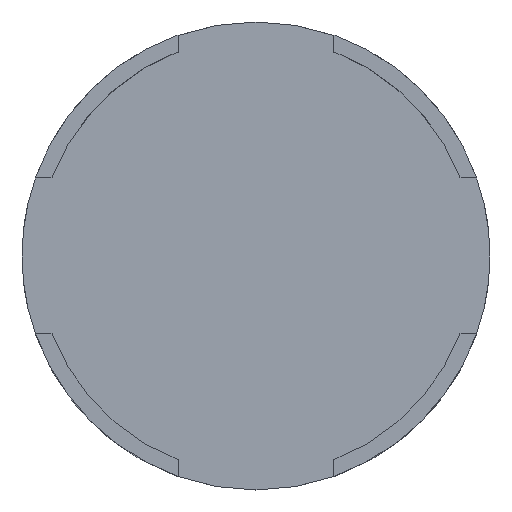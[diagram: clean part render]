
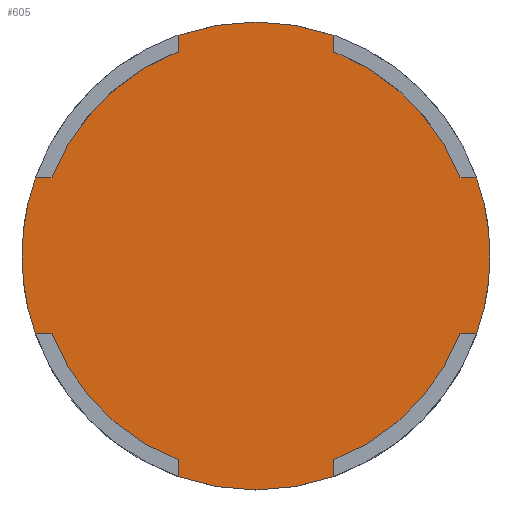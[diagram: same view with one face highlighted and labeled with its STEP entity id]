
A CAD part, top view. The second image highlights one B-rep face of the part: STEP entity #605.
In plain terms, the highlighted planar face has unit normal (0, 0, 1).
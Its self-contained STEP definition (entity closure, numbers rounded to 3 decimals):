
#84=CARTESIAN_POINT('Vertex',(-10.,26.153,2.)) ;
#89=CARTESIAN_POINT('Line Origine',(-10.,27.219,2.)) ;
#93=CARTESIAN_POINT('Vertex',(-10.,28.284,2.)) ;
#124=CARTESIAN_POINT('Vertex',(10.,26.153,2.)) ;
#140=CARTESIAN_POINT('Vertex',(10.,28.284,2.)) ;
#143=CARTESIAN_POINT('Line Origine',(10.,27.219,2.)) ;
#159=CARTESIAN_POINT('Vertex',(-10.,-26.153,2.)) ;
#175=CARTESIAN_POINT('Vertex',(-10.,-28.284,2.)) ;
#178=CARTESIAN_POINT('Line Origine',(-10.,-27.219,2.)) ;
#194=CARTESIAN_POINT('Vertex',(10.,-26.153,2.)) ;
#199=CARTESIAN_POINT('Line Origine',(10.,-27.219,2.)) ;
#203=CARTESIAN_POINT('Vertex',(10.,-28.284,2.)) ;
#343=CARTESIAN_POINT('Vertex',(-30.,0.,2.)) ;
#350=CARTESIAN_POINT('Vertex',(30.,0.,2.)) ;
#353=CARTESIAN_POINT('Axis2P3D Location',(0.,0.,2.)) ;
#357=CARTESIAN_POINT('Vertex',(28.284,-10.,2.)) ;
#365=CARTESIAN_POINT('Axis2P3D Location',(0.,0.,2.)) ;
#374=CARTESIAN_POINT('Vertex',(-28.284,-10.,2.)) ;
#377=CARTESIAN_POINT('Axis2P3D Location',(0.,0.,2.)) ;
#397=CARTESIAN_POINT('Axis2P3D Location',(0.,0.,2.)) ;
#401=CARTESIAN_POINT('Vertex',(-28.284,10.,2.)) ;
#409=CARTESIAN_POINT('Axis2P3D Location',(0.,0.,2.)) ;
#418=CARTESIAN_POINT('Vertex',(28.284,10.,2.)) ;
#421=CARTESIAN_POINT('Axis2P3D Location',(0.,0.,2.)) ;
#450=CARTESIAN_POINT('Vertex',(-26.153,-10.,2.)) ;
#453=CARTESIAN_POINT('Axis2P3D Location',(0.,0.,2.)) ;
#469=CARTESIAN_POINT('Vertex',(26.153,-10.,2.)) ;
#472=CARTESIAN_POINT('Axis2P3D Location',(0.,0.,2.)) ;
#488=CARTESIAN_POINT('Vertex',(-26.153,10.,2.)) ;
#491=CARTESIAN_POINT('Axis2P3D Location',(0.,0.,2.)) ;
#507=CARTESIAN_POINT('Vertex',(26.153,10.,2.)) ;
#510=CARTESIAN_POINT('Axis2P3D Location',(0.,0.,2.)) ;
#527=CARTESIAN_POINT('Line Origine',(-27.219,10.,2.)) ;
#544=CARTESIAN_POINT('Line Origine',(-27.219,-10.,2.)) ;
#556=CARTESIAN_POINT('Line Origine',(27.219,10.,2.)) ;
#568=CARTESIAN_POINT('Line Origine',(27.219,-10.,2.)) ;
#580=CARTESIAN_POINT('Axis2P3D Location',(0.,0.,2.)) ;
#90=DIRECTION('Vector Direction',(0.,-1.,0.)) ;
#144=DIRECTION('Vector Direction',(0.,-1.,0.)) ;
#179=DIRECTION('Vector Direction',(0.,-1.,0.)) ;
#200=DIRECTION('Vector Direction',(0.,-1.,0.)) ;
#354=DIRECTION('Axis2P3D Direction',(0.,0.,1.)) ;
#366=DIRECTION('Axis2P3D Direction',(0.,0.,1.)) ;
#378=DIRECTION('Axis2P3D Direction',(0.,0.,1.)) ;
#398=DIRECTION('Axis2P3D Direction',(0.,0.,1.)) ;
#410=DIRECTION('Axis2P3D Direction',(0.,0.,1.)) ;
#422=DIRECTION('Axis2P3D Direction',(0.,0.,1.)) ;
#454=DIRECTION('Axis2P3D Direction',(0.,0.,1.)) ;
#473=DIRECTION('Axis2P3D Direction',(0.,0.,1.)) ;
#492=DIRECTION('Axis2P3D Direction',(0.,0.,1.)) ;
#511=DIRECTION('Axis2P3D Direction',(0.,0.,1.)) ;
#528=DIRECTION('Vector Direction',(-1.,0.,0.)) ;
#545=DIRECTION('Vector Direction',(-1.,0.,0.)) ;
#557=DIRECTION('Vector Direction',(-1.,0.,0.)) ;
#569=DIRECTION('Vector Direction',(-1.,0.,0.)) ;
#581=DIRECTION('Axis2P3D Direction',(0.,0.,1.)) ;
#582=DIRECTION('Axis2P3D XDirection',(1.,0.,0.)) ;
#355=AXIS2_PLACEMENT_3D('Circle Axis2P3D',#353,#354,$) ;
#367=AXIS2_PLACEMENT_3D('Circle Axis2P3D',#365,#366,$) ;
#379=AXIS2_PLACEMENT_3D('Circle Axis2P3D',#377,#378,$) ;
#399=AXIS2_PLACEMENT_3D('Circle Axis2P3D',#397,#398,$) ;
#411=AXIS2_PLACEMENT_3D('Circle Axis2P3D',#409,#410,$) ;
#423=AXIS2_PLACEMENT_3D('Circle Axis2P3D',#421,#422,$) ;
#455=AXIS2_PLACEMENT_3D('Circle Axis2P3D',#453,#454,$) ;
#474=AXIS2_PLACEMENT_3D('Circle Axis2P3D',#472,#473,$) ;
#493=AXIS2_PLACEMENT_3D('Circle Axis2P3D',#491,#492,$) ;
#512=AXIS2_PLACEMENT_3D('Circle Axis2P3D',#510,#511,$) ;
#583=AXIS2_PLACEMENT_3D('Plane Axis2P3D',#580,#581,#582) ;
#586=ORIENTED_EDGE('',*,*,#531,.T.) ;
#587=ORIENTED_EDGE('',*,*,#403,.T.) ;
#588=ORIENTED_EDGE('',*,*,#381,.T.) ;
#589=ORIENTED_EDGE('',*,*,#548,.F.) ;
#590=ORIENTED_EDGE('',*,*,#457,.T.) ;
#591=ORIENTED_EDGE('',*,*,#182,.T.) ;
#592=ORIENTED_EDGE('',*,*,#369,.T.) ;
#593=ORIENTED_EDGE('',*,*,#205,.F.) ;
#594=ORIENTED_EDGE('',*,*,#476,.T.) ;
#595=ORIENTED_EDGE('',*,*,#572,.F.) ;
#596=ORIENTED_EDGE('',*,*,#359,.T.) ;
#597=ORIENTED_EDGE('',*,*,#425,.T.) ;
#598=ORIENTED_EDGE('',*,*,#560,.T.) ;
#599=ORIENTED_EDGE('',*,*,#514,.T.) ;
#600=ORIENTED_EDGE('',*,*,#147,.F.) ;
#601=ORIENTED_EDGE('',*,*,#413,.T.) ;
#602=ORIENTED_EDGE('',*,*,#95,.T.) ;
#603=ORIENTED_EDGE('',*,*,#495,.T.) ;
#91=VECTOR('Line Direction',#90,1.) ;
#145=VECTOR('Line Direction',#144,1.) ;
#180=VECTOR('Line Direction',#179,1.) ;
#201=VECTOR('Line Direction',#200,1.) ;
#529=VECTOR('Line Direction',#528,1.) ;
#546=VECTOR('Line Direction',#545,1.) ;
#558=VECTOR('Line Direction',#557,1.) ;
#570=VECTOR('Line Direction',#569,1.) ;
#605=ADVANCED_FACE('PartBody',(#604),#584,.T.) ;
#356=CIRCLE('generated circle',#355,30.) ;
#368=CIRCLE('generated circle',#367,30.) ;
#380=CIRCLE('generated circle',#379,30.) ;
#400=CIRCLE('generated circle',#399,30.) ;
#412=CIRCLE('generated circle',#411,30.) ;
#424=CIRCLE('generated circle',#423,30.) ;
#456=CIRCLE('generated circle',#455,28.) ;
#475=CIRCLE('generated circle',#474,28.) ;
#494=CIRCLE('generated circle',#493,28.) ;
#513=CIRCLE('generated circle',#512,28.) ;
#95=EDGE_CURVE('',#94,#85,#92,.T.) ;
#147=EDGE_CURVE('',#141,#125,#146,.T.) ;
#182=EDGE_CURVE('',#160,#176,#181,.T.) ;
#205=EDGE_CURVE('',#195,#204,#202,.T.) ;
#359=EDGE_CURVE('',#358,#351,#356,.T.) ;
#369=EDGE_CURVE('',#176,#204,#368,.T.) ;
#381=EDGE_CURVE('',#344,#375,#380,.T.) ;
#403=EDGE_CURVE('',#402,#344,#400,.T.) ;
#413=EDGE_CURVE('',#141,#94,#412,.T.) ;
#425=EDGE_CURVE('',#351,#419,#424,.T.) ;
#457=EDGE_CURVE('',#451,#160,#456,.T.) ;
#476=EDGE_CURVE('',#195,#470,#475,.T.) ;
#495=EDGE_CURVE('',#85,#489,#494,.T.) ;
#514=EDGE_CURVE('',#508,#125,#513,.T.) ;
#531=EDGE_CURVE('',#489,#402,#530,.T.) ;
#548=EDGE_CURVE('',#451,#375,#547,.T.) ;
#560=EDGE_CURVE('',#419,#508,#559,.T.) ;
#572=EDGE_CURVE('',#358,#470,#571,.T.) ;
#585=EDGE_LOOP('',(#586,#587,#588,#589,#590,#591,#592,#593,#594,#595,#596,#597,#598,#599,#600,#601,#602,#603)) ;
#604=FACE_OUTER_BOUND('',#585,.T.) ;
#92=LINE('Line',#89,#91) ;
#146=LINE('Line',#143,#145) ;
#181=LINE('Line',#178,#180) ;
#202=LINE('Line',#199,#201) ;
#530=LINE('Line',#527,#529) ;
#547=LINE('Line',#544,#546) ;
#559=LINE('Line',#556,#558) ;
#571=LINE('Line',#568,#570) ;
#584=PLANE('',#583) ;
#85=VERTEX_POINT('',#84) ;
#94=VERTEX_POINT('',#93) ;
#125=VERTEX_POINT('',#124) ;
#141=VERTEX_POINT('',#140) ;
#160=VERTEX_POINT('',#159) ;
#176=VERTEX_POINT('',#175) ;
#195=VERTEX_POINT('',#194) ;
#204=VERTEX_POINT('',#203) ;
#344=VERTEX_POINT('',#343) ;
#351=VERTEX_POINT('',#350) ;
#358=VERTEX_POINT('',#357) ;
#375=VERTEX_POINT('',#374) ;
#402=VERTEX_POINT('',#401) ;
#419=VERTEX_POINT('',#418) ;
#451=VERTEX_POINT('',#450) ;
#470=VERTEX_POINT('',#469) ;
#489=VERTEX_POINT('',#488) ;
#508=VERTEX_POINT('',#507) ;
